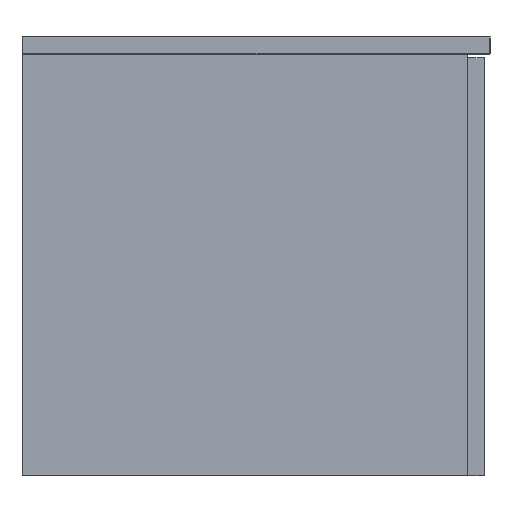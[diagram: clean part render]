
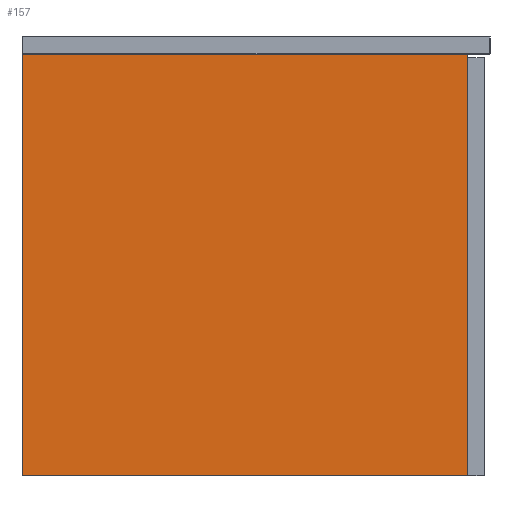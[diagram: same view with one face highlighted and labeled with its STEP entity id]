
A CAD part, left-side view. The second image highlights one B-rep face of the part: STEP entity #157.
In plain terms, the highlighted planar face has unit normal (-1, 0, 0).
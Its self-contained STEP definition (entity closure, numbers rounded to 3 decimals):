
#157=ADVANCED_FACE('',(#218),#905,.T.);
#218=FACE_OUTER_BOUND('',#279,.T.);
#279=EDGE_LOOP('',(#403,#404,#405,#406));
#403=ORIENTED_EDGE('',*,*,#609,.F.);
#404=ORIENTED_EDGE('',*,*,#610,.F.);
#405=ORIENTED_EDGE('',*,*,#606,.F.);
#406=ORIENTED_EDGE('',*,*,#608,.F.);
#606=EDGE_CURVE('',#831,#832,#728,.T.);
#608=EDGE_CURVE('',#833,#831,#730,.T.);
#609=EDGE_CURVE('',#834,#833,#731,.T.);
#610=EDGE_CURVE('',#832,#834,#732,.T.);
#728=B_SPLINE_CURVE_WITH_KNOTS('',1,(#1675,#1676),.UNSPECIFIED.,.F.,.F.,
(2,2),(0.,476.),.UNSPECIFIED.);
#730=B_SPLINE_CURVE_WITH_KNOTS('',1,(#1679,#1680),.UNSPECIFIED.,.F.,.F.,
(2,2),(-450.,0.),.UNSPECIFIED.);
#731=B_SPLINE_CURVE_WITH_KNOTS('',1,(#1681,#1682),.UNSPECIFIED.,.F.,.F.,
(2,2),(-476.,0.),.UNSPECIFIED.);
#732=B_SPLINE_CURVE_WITH_KNOTS('',1,(#1683,#1684),.UNSPECIFIED.,.F.,.F.,
(2,2),(-450.,0.),.UNSPECIFIED.);
#831=VERTEX_POINT('',#1661);
#832=VERTEX_POINT('',#1662);
#833=VERTEX_POINT('',#1663);
#834=VERTEX_POINT('',#1664);
#905=PLANE('',#1174);
#1174=AXIS2_PLACEMENT_3D('',#1653,#1266,$);
#1266=DIRECTION('',(-1.,0.,0.));
#1653=CARTESIAN_POINT('',(-742.75,-270.,-47.6));
#1661=CARTESIAN_POINT('',(-742.75,225.,0.));
#1662=CARTESIAN_POINT('',(-742.75,225.,476.));
#1663=CARTESIAN_POINT('',(-742.75,-225.,0.));
#1664=CARTESIAN_POINT('',(-742.75,-225.,476.));
#1675=CARTESIAN_POINT('',(-742.75,225.,0.));
#1676=CARTESIAN_POINT('',(-742.75,225.,476.));
#1679=CARTESIAN_POINT('',(-742.75,-225.,0.));
#1680=CARTESIAN_POINT('',(-742.75,225.,0.));
#1681=CARTESIAN_POINT('',(-742.75,-225.,476.));
#1682=CARTESIAN_POINT('',(-742.75,-225.,0.));
#1683=CARTESIAN_POINT('',(-742.75,225.,476.));
#1684=CARTESIAN_POINT('',(-742.75,-225.,476.));
